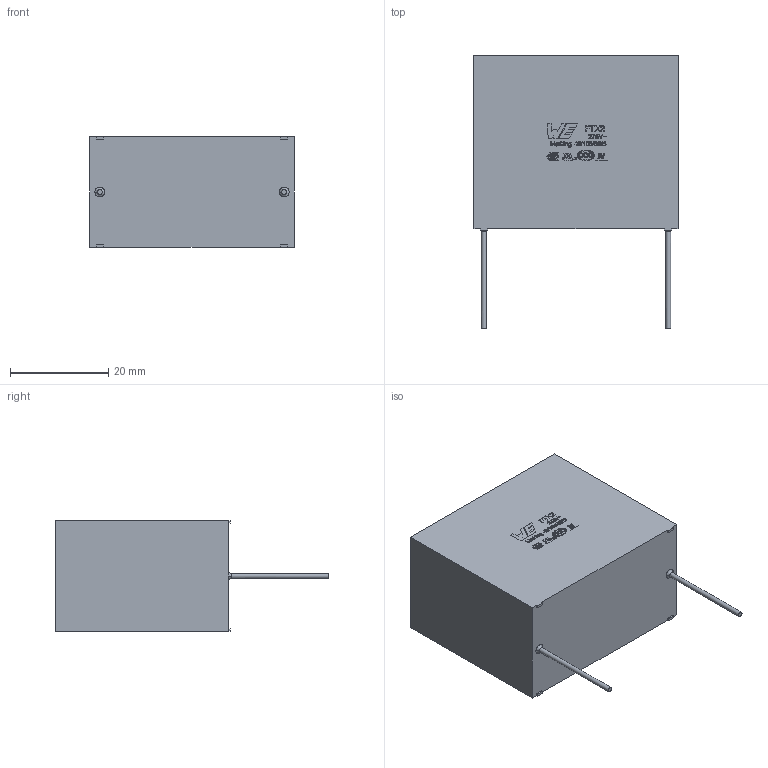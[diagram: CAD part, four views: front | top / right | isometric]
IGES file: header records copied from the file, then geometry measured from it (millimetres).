
Start section: C
Global section: file name: 37,5x41,5x35,5x22,5.igs; native system: By Siemens PLM Incorporated; preprocessor: XPlus GENERIC/IGES 16.0.42; author: Author; organization: Title; date: 20140121.154256; units: millimetre
Bounding box: 41.5 x 55.5 x 22.5 mm (x, y, z)
Surface area: 6507.3 mm2 (no closed solid volume)
Topology: 0 solids, 0 shells, 520 faces, 3960 edges, 3960 vertices
Faces by surface type: bspline 520
